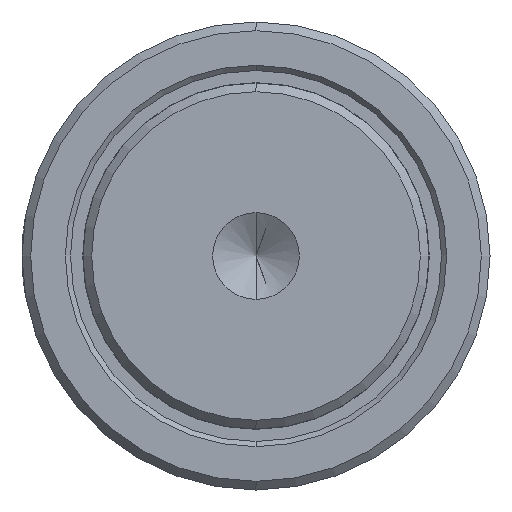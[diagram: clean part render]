
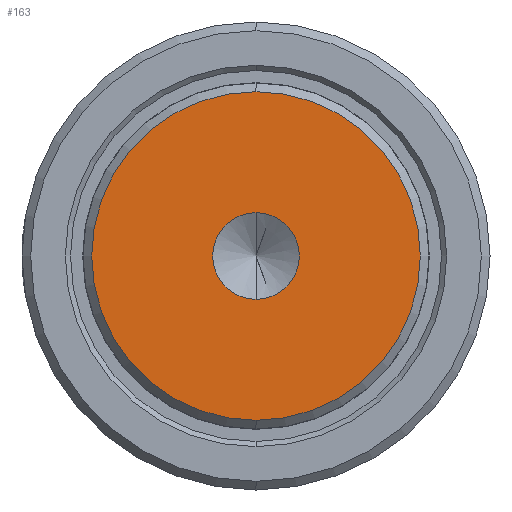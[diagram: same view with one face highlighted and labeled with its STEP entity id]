
A CAD part, left-side view. The second image highlights one B-rep face of the part: STEP entity #163.
In plain terms, the highlighted planar face has unit normal (-1, 0, 0).
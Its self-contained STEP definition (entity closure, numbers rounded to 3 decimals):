
#14 = CARTESIAN_POINT ( 'NONE',  ( 0., 0., 0. ) ) ;
#18 = DIRECTION ( 'NONE',  ( 0., 0., 1. ) ) ;
#24 = DIRECTION ( 'NONE',  ( -1., 0., 0. ) ) ;
#30 = PLANE ( 'NONE',  #1016 ) ;
#35 = CARTESIAN_POINT ( 'NONE',  ( 0., 0., 0. ) ) ;
#98 = ORIENTED_EDGE ( 'NONE', *, *, #184, .F. ) ;
#142 = EDGE_CURVE ( 'NONE', #611, #642, #1302, .T. ) ;
#163 = ADVANCED_FACE ( 'NONE', ( #836, #1594 ), #30, .T. ) ;
#184 = EDGE_CURVE ( 'NONE', #642, #611, #1170, .T. ) ;
#221 = AXIS2_PLACEMENT_3D ( 'NONE', #1226, #346, #1365 ) ;
#234 = EDGE_LOOP ( 'NONE', ( #98, #1082 ) ) ;
#278 = EDGE_CURVE ( 'NONE', #1305, #1626, #1421, .T. ) ;
#346 = DIRECTION ( 'NONE',  ( -1., 0., 0. ) ) ;
#348 = CARTESIAN_POINT ( 'NONE',  ( 0., 0., -2.5 ) ) ;
#364 = CARTESIAN_POINT ( 'NONE',  ( 0., 0., 2.5 ) ) ;
#601 = CIRCLE ( 'NONE', #221, 9.48 ) ;
#611 = VERTEX_POINT ( 'NONE', #348 ) ;
#622 = EDGE_LOOP ( 'NONE', ( #1663, #907 ) ) ;
#636 = AXIS2_PLACEMENT_3D ( 'NONE', #35, #24, #18 ) ;
#642 = VERTEX_POINT ( 'NONE', #364 ) ;
#815 = CARTESIAN_POINT ( 'NONE',  ( 0., 0., 9.48 ) ) ;
#836 = FACE_OUTER_BOUND ( 'NONE', #622, .T. ) ;
#880 = DIRECTION ( 'NONE',  ( -1., 0., 0. ) ) ;
#894 = CARTESIAN_POINT ( 'NONE',  ( 0., 0., 0. ) ) ;
#907 = ORIENTED_EDGE ( 'NONE', *, *, #942, .T. ) ;
#942 = EDGE_CURVE ( 'NONE', #1626, #1305, #601, .T. ) ;
#1016 = AXIS2_PLACEMENT_3D ( 'NONE', #894, #880, #1188 ) ;
#1082 = ORIENTED_EDGE ( 'NONE', *, *, #142, .F. ) ;
#1117 = AXIS2_PLACEMENT_3D ( 'NONE', #1457, #1339, #1329 ) ;
#1170 = CIRCLE ( 'NONE', #1117, 2.5 ) ;
#1188 = DIRECTION ( 'NONE',  ( 0., 0., 1. ) ) ;
#1226 = CARTESIAN_POINT ( 'NONE',  ( 0., 0., 0. ) ) ;
#1302 = CIRCLE ( 'NONE', #636, 2.5 ) ;
#1305 = VERTEX_POINT ( 'NONE', #1715 ) ;
#1329 = DIRECTION ( 'NONE',  ( 0., 0., 1. ) ) ;
#1339 = DIRECTION ( 'NONE',  ( -1., 0., 0. ) ) ;
#1365 = DIRECTION ( 'NONE',  ( 0., 0., 1. ) ) ;
#1421 = CIRCLE ( 'NONE', #1780, 9.48 ) ;
#1457 = CARTESIAN_POINT ( 'NONE',  ( 0., 0., 0. ) ) ;
#1594 = FACE_BOUND ( 'NONE', #234, .T. ) ;
#1626 = VERTEX_POINT ( 'NONE', #815 ) ;
#1663 = ORIENTED_EDGE ( 'NONE', *, *, #278, .T. ) ;
#1715 = CARTESIAN_POINT ( 'NONE',  ( 0., 0., -9.48 ) ) ;
#1752 = DIRECTION ( 'NONE',  ( 0., 0., 1. ) ) ;
#1780 = AXIS2_PLACEMENT_3D ( 'NONE', #14, #1864, #1752 ) ;
#1864 = DIRECTION ( 'NONE',  ( -1., 0., 0. ) ) ;
